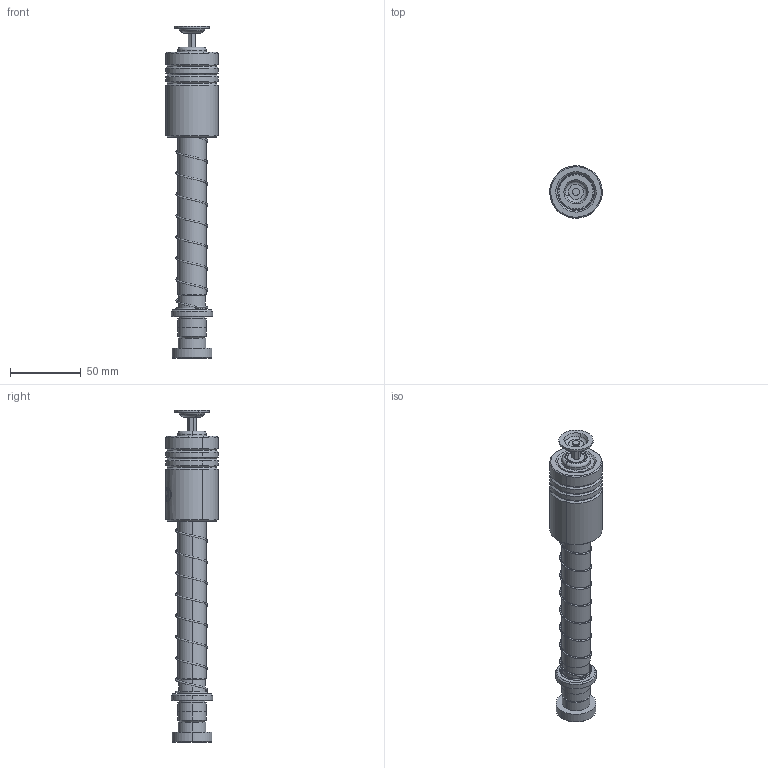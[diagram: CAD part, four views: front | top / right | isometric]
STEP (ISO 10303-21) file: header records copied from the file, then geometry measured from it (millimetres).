
FILE_DESCRIPTION (( 'STEP AP214' ), '1' );
FILE_NAME ('HMSH(HMJH)-D20-L190(BL-60).STEP', '2024-10-09T07:14:12', ( '111' ), ( '21222' ), 'SwSTEP 2.0', 'SolidWorks 2020', '' );
FILE_SCHEMA (( 'AUTOMOTIVE_DESIGN' ));
Length unit declared in the file: millimetre
Products named in the file (12): TBB-D37-d26-L60; TBSH25.5-20.5-L50; GTM-M10蹟簽; HMSH(HMJH)-D20-L190(BL-60); BALL-D3; GTM-3-縐种; TBSH-D25.5-20.5-50郪蚾; DRPM蹟簽D20; HWP-D22.5-d20.5-L120; DRPM-D20-L180; GTM-24; GTM-24郪蚾
Assembly tree (186 placements, depth 3):
  HMSH(HMJH)-D20-L190(BL-60)
    DRPM-D20-L180
    DRPM蹟簽D20
    GTM-24郪蚾
      GTM-24
      GTM-3-縐种
      GTM-M10蹟簽
    TBB-D37-d26-L60
    HWP-D22.5-d20.5-L120
    TBSH-D25.5-20.5-50郪蚾
      TBSH25.5-20.5-L50
      BALL-D3  x176
Bounding box: 36.95 x 36.95 x 234 mm (x, y, z)
Volume: 109464.8 mm3; surface area: 52568.2 mm2
Topology: 184 solids, 184 shells, 922 faces, 3721 edges, 2461 vertices
Faces by surface type: sphere 704, cylinder 68, plane 51, cone 46, torus 32, bspline 21
Entity records: 37558 total; most frequent: CARTESIAN_POINT 21550, ORIENTED_EDGE 3184, DIRECTION 2829, EDGE_CURVE 1592, AXIS2_PLACEMENT_3D 1319, VERTEX_POINT 1033, EDGE_LOOP 929, B_SPLINE_CURVE_WITH_KNOTS 796
